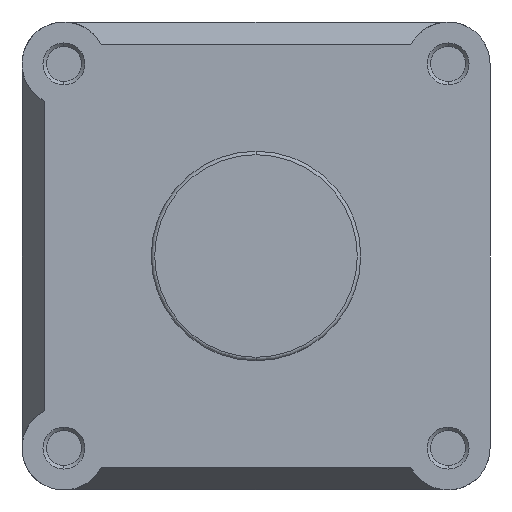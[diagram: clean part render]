
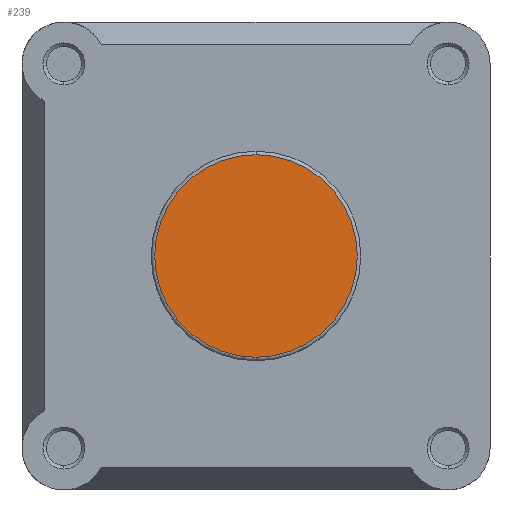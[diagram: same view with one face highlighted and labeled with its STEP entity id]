
A CAD part, left-side view. The second image highlights one B-rep face of the part: STEP entity #239.
In plain terms, the highlighted planar face has unit normal (-1, 0, 0).
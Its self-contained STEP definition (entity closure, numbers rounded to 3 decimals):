
#239 = ADVANCED_FACE ( 'NONE', ( #2705 ), #4111, .F. ) ;
#1599 = CARTESIAN_POINT ( 'NONE',  ( 0., 0., 29. ) ) ;
#1900 = EDGE_LOOP ( 'NONE', ( #2165, #2166 ) ) ;
#2165 = ORIENTED_EDGE ( 'NONE', *, *, #3074, .T. ) ;
#2166 = ORIENTED_EDGE ( 'NONE', *, *, #2997, .T. ) ;
#2705 = FACE_OUTER_BOUND ( 'NONE', #1900, .T. ) ;
#2997 = EDGE_CURVE ( 'NONE', #7998, #6870, #5635, .T. ) ;
#3074 = EDGE_CURVE ( 'NONE', #6870, #7998, #5745, .T. ) ;
#3549 = AXIS2_PLACEMENT_3D ( 'NONE', #4110, #4112, #4113 ) ;
#3752 = AXIS2_PLACEMENT_3D ( 'NONE', #6262, #6263, #6264 ) ;
#3785 = AXIS2_PLACEMENT_3D ( 'NONE', #6458, #6465, #6466 ) ;
#4110 = CARTESIAN_POINT ( 'NONE',  ( 0., 30., 0. ) ) ;
#4111 = PLANE ( 'NONE',  #3549 ) ;
#4112 = DIRECTION ( 'NONE',  ( 1., 0., 0. ) ) ;
#4113 = DIRECTION ( 'NONE',  ( 0., 0., -1. ) ) ;
#5635 = CIRCLE ( 'NONE', #3752, 29. ) ;
#5745 = CIRCLE ( 'NONE', #3785, 29. ) ;
#6262 = CARTESIAN_POINT ( 'NONE',  ( 0., 0., 0. ) ) ;
#6263 = DIRECTION ( 'NONE',  ( -1., 0., 0. ) ) ;
#6264 = DIRECTION ( 'NONE',  ( 0., 0., -1. ) ) ;
#6458 = CARTESIAN_POINT ( 'NONE',  ( 0., 0., 0. ) ) ;
#6465 = DIRECTION ( 'NONE',  ( -1., 0., 0. ) ) ;
#6466 = DIRECTION ( 'NONE',  ( 0., 0., -1. ) ) ;
#6870 = VERTEX_POINT ( 'NONE', #7922 ) ;
#7922 = CARTESIAN_POINT ( 'NONE',  ( 0., 0., -29. ) ) ;
#7998 = VERTEX_POINT ( 'NONE', #1599 ) ;
